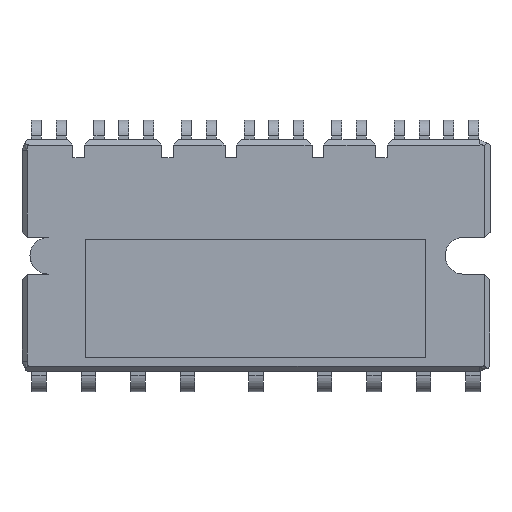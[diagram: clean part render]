
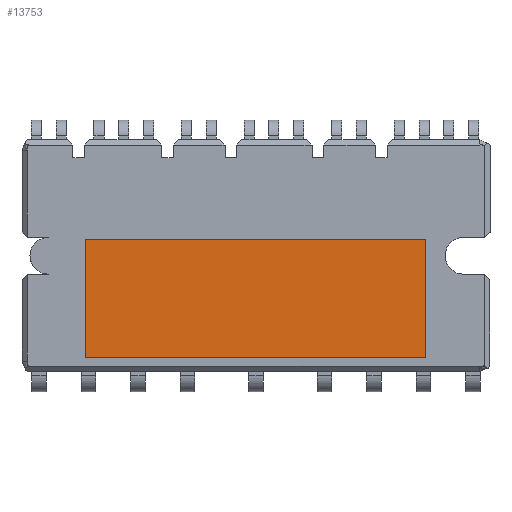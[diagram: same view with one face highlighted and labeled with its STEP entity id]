
A CAD part, top view. The second image highlights one B-rep face of the part: STEP entity #13753.
In plain terms, the highlighted planar face has unit normal (0, 0, 1).
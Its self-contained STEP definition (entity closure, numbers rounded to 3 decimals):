
#13624 = VERTEX_POINT('',#13625);
#13625 = CARTESIAN_POINT('',(36.95,-22.27,7.75));
#13631 = EDGE_CURVE('',#13624,#13632,#13634,.T.);
#13632 = VERTEX_POINT('',#13633);
#13633 = CARTESIAN_POINT('',(36.95,-11.07,7.75));
#13634 = LINE('',#13635,#13636);
#13635 = CARTESIAN_POINT('',(36.95,-22.27,7.75));
#13636 = VECTOR('',#13637,1.);
#13637 = DIRECTION('',(0.,1.,0.));
#13662 = EDGE_CURVE('',#13632,#13663,#13665,.T.);
#13663 = VERTEX_POINT('',#13664);
#13664 = CARTESIAN_POINT('',(4.658,-11.07,7.75));
#13665 = LINE('',#13666,#13667);
#13666 = CARTESIAN_POINT('',(36.95,-11.07,7.75));
#13667 = VECTOR('',#13668,1.);
#13668 = DIRECTION('',(-1.,0.,0.));
#13693 = EDGE_CURVE('',#13663,#13694,#13696,.T.);
#13694 = VERTEX_POINT('',#13695);
#13695 = CARTESIAN_POINT('',(4.658,-22.27,7.75));
#13696 = LINE('',#13697,#13698);
#13697 = CARTESIAN_POINT('',(4.658,-11.07,7.75));
#13698 = VECTOR('',#13699,1.);
#13699 = DIRECTION('',(0.,-1.,0.));
#13724 = EDGE_CURVE('',#13694,#13624,#13725,.T.);
#13725 = LINE('',#13726,#13727);
#13726 = CARTESIAN_POINT('',(4.658,-22.27,7.75));
#13727 = VECTOR('',#13728,1.);
#13728 = DIRECTION('',(1.,0.,0.));
#13753 = ADVANCED_FACE('',(#13754),#13760,.T.);
#13754 = FACE_BOUND('',#13755,.T.);
#13755 = EDGE_LOOP('',(#13756,#13757,#13758,#13759));
#13756 = ORIENTED_EDGE('',*,*,#13631,.T.);
#13757 = ORIENTED_EDGE('',*,*,#13662,.T.);
#13758 = ORIENTED_EDGE('',*,*,#13693,.T.);
#13759 = ORIENTED_EDGE('',*,*,#13724,.T.);
#13760 = PLANE('',#13761);
#13761 = AXIS2_PLACEMENT_3D('',#13762,#13763,#13764);
#13762 = CARTESIAN_POINT('',(20.804,-16.67,7.75));
#13763 = DIRECTION('',(0.,0.,1.));
#13764 = DIRECTION('',(0.,1.,0.));
